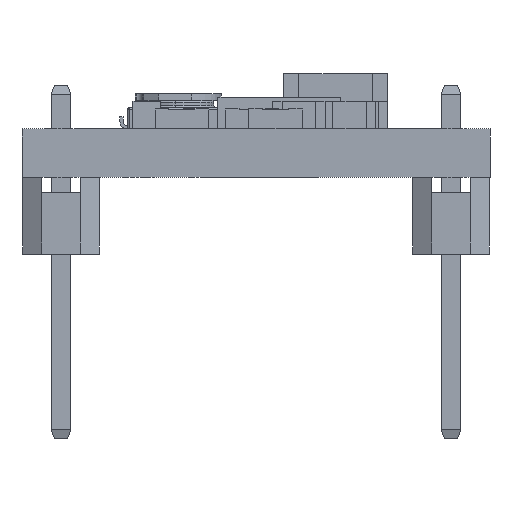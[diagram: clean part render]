
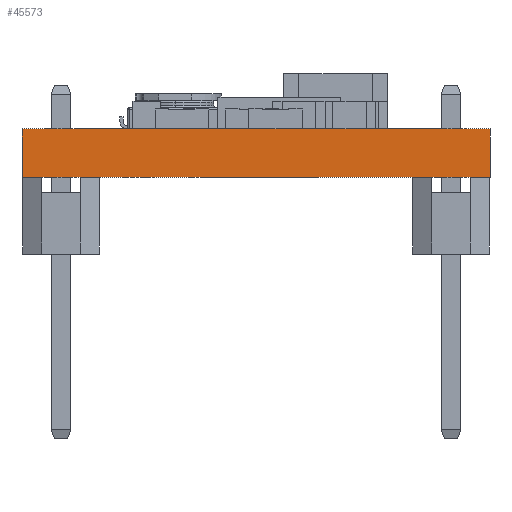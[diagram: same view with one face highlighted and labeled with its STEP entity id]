
A CAD part, front view. The second image highlights one B-rep face of the part: STEP entity #45573.
In plain terms, the highlighted planar face has unit normal (0, -1, 0).
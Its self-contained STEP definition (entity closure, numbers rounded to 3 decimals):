
#436 = LINE ( 'NONE', #39707, #37894 ) ;
#1103 = CARTESIAN_POINT ( 'NONE',  ( 0., 0., 1.575 ) ) ;
#1354 = LINE ( 'NONE', #30075, #35102 ) ;
#2282 = VECTOR ( 'NONE', #47426, 1000. ) ;
#6154 = VERTEX_POINT ( 'NONE', #10398 ) ;
#6285 = VERTEX_POINT ( 'NONE', #6774 ) ;
#6774 = CARTESIAN_POINT ( 'NONE',  ( 15.24, 0., 0. ) ) ;
#10398 = CARTESIAN_POINT ( 'NONE',  ( 15.24, 0., 1.575 ) ) ;
#16173 = ORIENTED_EDGE ( 'NONE', *, *, #62002, .T. ) ;
#20013 = CARTESIAN_POINT ( 'NONE',  ( 0., 0., 1.575 ) ) ;
#20227 = VERTEX_POINT ( 'NONE', #45237 ) ;
#20283 = DIRECTION ( 'NONE',  ( 0., 0., -1. ) ) ;
#25509 = EDGE_LOOP ( 'NONE', ( #43137, #55765, #55619, #16173 ) ) ;
#27103 = CARTESIAN_POINT ( 'NONE',  ( 0., 0., 0. ) ) ;
#30075 = CARTESIAN_POINT ( 'NONE',  ( 0., 0., 1.575 ) ) ;
#30718 = DIRECTION ( 'NONE',  ( 0., 0., 1. ) ) ;
#32677 = LINE ( 'NONE', #1103, #44360 ) ;
#35102 = VECTOR ( 'NONE', #62195, 1000. ) ;
#37894 = VECTOR ( 'NONE', #20283, 1000. ) ;
#39707 = CARTESIAN_POINT ( 'NONE',  ( 15.24, 0., 1.575 ) ) ;
#40406 = DIRECTION ( 'NONE',  ( 0., 1., 0. ) ) ;
#42041 = DIRECTION ( 'NONE',  ( 0., 0., -1. ) ) ;
#43137 = ORIENTED_EDGE ( 'NONE', *, *, #64245, .T. ) ;
#43428 = LINE ( 'NONE', #27103, #2282 ) ;
#44106 = PLANE ( 'NONE',  #49569 ) ;
#44360 = VECTOR ( 'NONE', #42041, 1000. ) ;
#45237 = CARTESIAN_POINT ( 'NONE',  ( 0., 0., 1.575 ) ) ;
#45573 = ADVANCED_FACE ( 'NONE', ( #64018 ), #44106, .F. ) ;
#46502 = CARTESIAN_POINT ( 'NONE',  ( 0., 0., 0. ) ) ;
#46633 = EDGE_CURVE ( 'NONE', #6154, #6285, #436, .T. ) ;
#47426 = DIRECTION ( 'NONE',  ( 1., 0., 0. ) ) ;
#49569 = AXIS2_PLACEMENT_3D ( 'NONE', #20013, #40406, #30718 ) ;
#55619 = ORIENTED_EDGE ( 'NONE', *, *, #63742, .F. ) ;
#55765 = ORIENTED_EDGE ( 'NONE', *, *, #46633, .F. ) ;
#59041 = VERTEX_POINT ( 'NONE', #46502 ) ;
#62002 = EDGE_CURVE ( 'NONE', #20227, #59041, #32677, .T. ) ;
#62195 = DIRECTION ( 'NONE',  ( 1., 0., 0. ) ) ;
#63742 = EDGE_CURVE ( 'NONE', #20227, #6154, #1354, .T. ) ;
#64018 = FACE_OUTER_BOUND ( 'NONE', #25509, .T. ) ;
#64245 = EDGE_CURVE ( 'NONE', #59041, #6285, #43428, .T. ) ;
